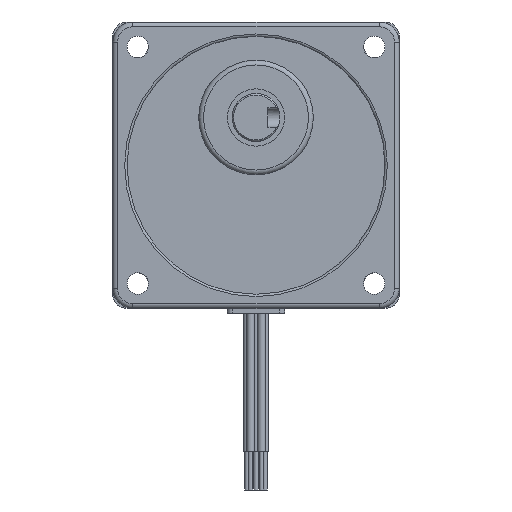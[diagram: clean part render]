
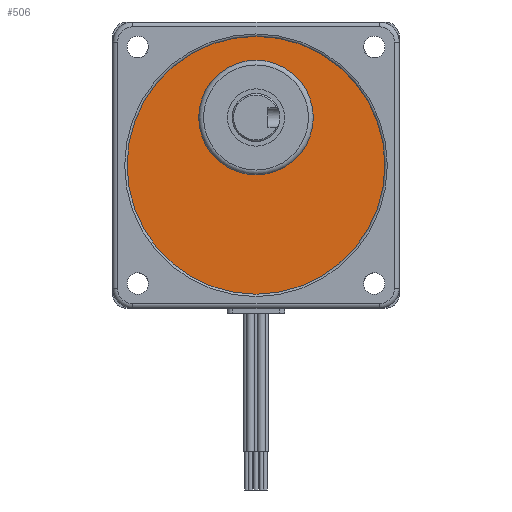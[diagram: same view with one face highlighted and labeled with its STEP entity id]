
A CAD part, front view. The second image highlights one B-rep face of the part: STEP entity #506.
In plain terms, the highlighted planar face has unit normal (0, -1, 0).
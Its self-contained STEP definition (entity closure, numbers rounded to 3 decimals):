
#506 = ADVANCED_FACE( '', ( #1073, #1074 ), #1075, .F. );
#1073 = FACE_BOUND( '', #1734, .T. );
#1074 = FACE_OUTER_BOUND( '', #1735, .T. );
#1075 = PLANE( '', #1736 );
#1734 = EDGE_LOOP( '', ( #2854 ) );
#1735 = EDGE_LOOP( '', ( #2855 ) );
#1736 = AXIS2_PLACEMENT_3D( '', #2856, #2857, #2858 );
#2854 = ORIENTED_EDGE( '', *, *, #4076, .T. );
#2855 = ORIENTED_EDGE( '', *, *, #3825, .F. );
#2856 = CARTESIAN_POINT( '', ( 0., 0.5, 0. ) );
#2857 = DIRECTION( '', ( 0., 1., 0. ) );
#2858 = DIRECTION( '', ( 0., 0., 1. ) );
#3825 = EDGE_CURVE( '', #4567, #4567, #4568, .T. );
#4076 = EDGE_CURVE( '', #4938, #4938, #4939, .T. );
#4567 = VERTEX_POINT( '', #5540 );
#4568 = CIRCLE( '', #5541, 27. );
#4938 = VERTEX_POINT( '', #6045 );
#4939 = CIRCLE( '', #6046, 12. );
#5540 = CARTESIAN_POINT( '', ( 27., 0.5, 0. ) );
#5541 = AXIS2_PLACEMENT_3D( '', #6620, #6621, #6622 );
#6045 = CARTESIAN_POINT( '', ( 0., 0.5, 22. ) );
#6046 = AXIS2_PLACEMENT_3D( '', #6947, #6948, #6949 );
#6620 = CARTESIAN_POINT( '', ( 0., 0.5, 0. ) );
#6621 = DIRECTION( '', ( 0., 1., 0. ) );
#6622 = DIRECTION( '', ( 1., 0., 0. ) );
#6947 = CARTESIAN_POINT( '', ( 0., 0.5, 10. ) );
#6948 = DIRECTION( '', ( 0., 1., 0. ) );
#6949 = DIRECTION( '', ( 0., 0., 1. ) );
